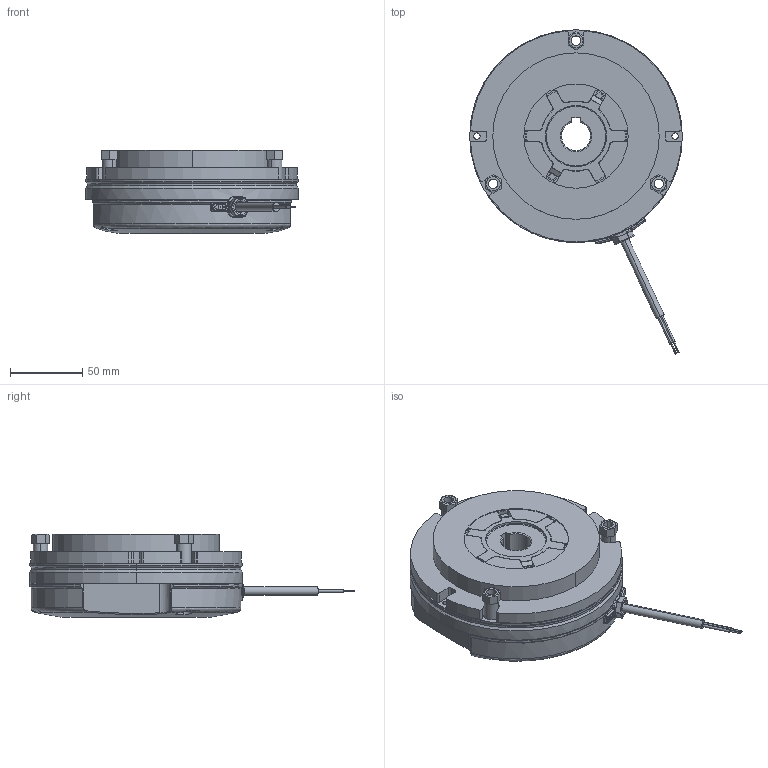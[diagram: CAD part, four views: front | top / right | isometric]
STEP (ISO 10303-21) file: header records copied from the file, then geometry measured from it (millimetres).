
FILE_DESCRIPTION (( 'STEP AP214' ), '1' );
FILE_NAME ('dr_bk_05_38_mu.STEP', '2021-11-03T14:19:50', ( '' ), ( '' ), 'SwSTEP 2.0', 'SolidWorks 2019', '' );
FILE_SCHEMA (( 'AUTOMOTIVE_DESIGN' ));
Length unit declared in the file: millimetre
Products named in the file (6): 10068414_000; 10068416_000; 10068418_000; dr_bk_05_38_mu; 10068415_000; 10068417_000
Assembly tree (7 placements, depth 2):
  dr_bk_05_38_mu
    10068417_000
    10068415_000
    10068414_000  x3
    10068418_000
    10068416_000
Bounding box: 147 x 224.15 x 57.7 mm (x, y, z)
Volume: 770723.2 mm3; surface area: 131854 mm2
Topology: 8 solids, 8 shells, 655 faces, 1674 edges, 1051 vertices
Faces by surface type: cylinder 272, plane 198, bspline 74, cone 54, torus 46, sphere 11
Entity records: 25551 total; most frequent: CARTESIAN_POINT 7266, ORIENTED_EDGE 3170, DIRECTION 3018, EDGE_CURVE 1585, AXIS2_PLACEMENT_3D 1154, VERTEX_POINT 998, LINE 710, VECTOR 710
